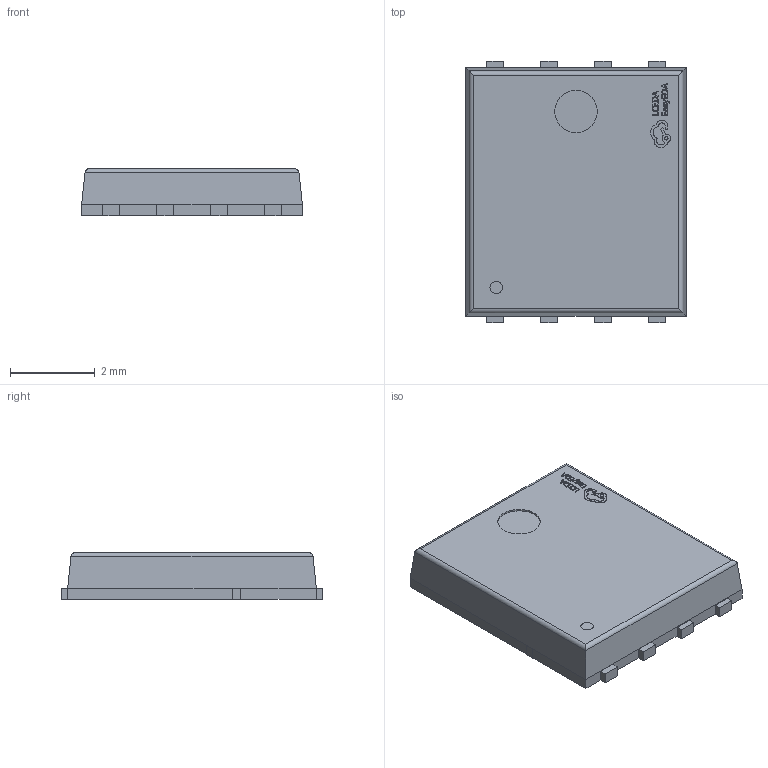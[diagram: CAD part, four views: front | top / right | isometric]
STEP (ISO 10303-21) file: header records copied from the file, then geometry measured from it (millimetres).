
FILE_DESCRIPTION (( 'STEP AP214' ), '1' );
FILE_NAME ('DFN-8_L5.9-W5.2-P1.27-LS6.2-BL.step', '2022-06-30T13:35:11', ( '' ), ( '' ), 'SwSTEP 2.0', 'SolidWorks 2020', '' );
FILE_SCHEMA (( 'AUTOMOTIVE_DESIGN' ));
Length unit declared in the file: millimetre
Products named in the file (1): DFN-8_L5.9-W5.2-P1.27-LS6.2-BL
Bounding box: 5.22 x 6.15 x 1.12 mm (x, y, z)
Volume: 32.9 mm3; surface area: 84.5 mm2
Topology: 1 solids, 1 shells, 373 faces, 1017 edges, 674 vertices
Faces by surface type: plane 253, bspline 112, cylinder 8
Entity records: 16972 total; most frequent: CARTESIAN_POINT 4181, ORIENTED_EDGE 2034, DIRECTION 1317, EDGE_CURVE 1017, VECTOR 777, LINE 777, VERTEX_POINT 674, EDGE_LOOP 401
